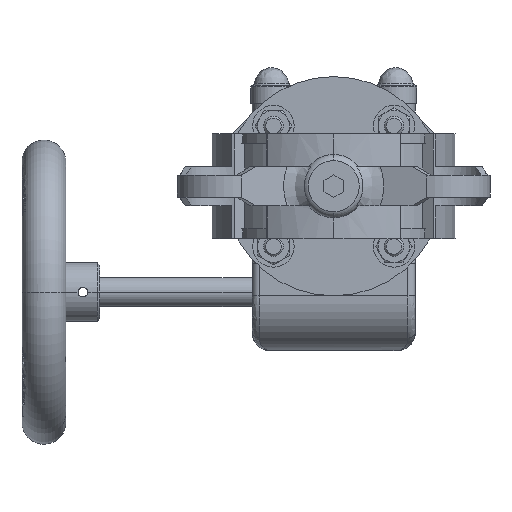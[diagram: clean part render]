
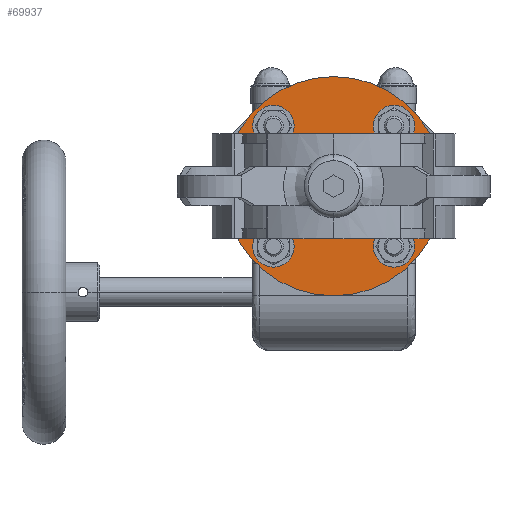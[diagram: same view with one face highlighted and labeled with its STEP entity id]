
A CAD part, front view. The second image highlights one B-rep face of the part: STEP entity #69937.
In plain terms, the highlighted planar face has unit normal (0, -1, 0).
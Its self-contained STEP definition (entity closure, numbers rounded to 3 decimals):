
#36 = FACE_BOUND ( 'NONE', #51619, .T. ) ;
#156 = EDGE_LOOP ( 'NONE', ( #57097, #23247 ) ) ;
#1890 = CARTESIAN_POINT ( 'NONE',  ( 0., 140., -18. ) ) ;
#2231 = CARTESIAN_POINT ( 'NONE',  ( 15., 140., 14.726 ) ) ;
#3010 = VERTEX_POINT ( 'NONE', #41590 ) ;
#3563 = CARTESIAN_POINT ( 'NONE',  ( -15., 140., 0. ) ) ;
#3878 = EDGE_CURVE ( 'NONE', #66374, #69477, #87284, .T. ) ;
#4440 = ORIENTED_EDGE ( 'NONE', *, *, #69561, .F. ) ;
#4515 = DIRECTION ( 'NONE',  ( 0., -1., 0. ) ) ;
#5296 = EDGE_CURVE ( 'NONE', #12148, #56794, #16775, .T. ) ;
#7000 = CARTESIAN_POINT ( 'NONE',  ( -24.749, 140., -24.749 ) ) ;
#8084 = EDGE_LOOP ( 'NONE', ( #25675, #4440 ) ) ;
#8488 = CARTESIAN_POINT ( 'NONE',  ( 0., 140., -18. ) ) ;
#10399 = EDGE_CURVE ( 'NONE', #3010, #11555, #73450, .T. ) ;
#10554 = ORIENTED_EDGE ( 'NONE', *, *, #54010, .F. ) ;
#10714 = CIRCLE ( 'NONE', #67094, 8.5 ) ;
#11555 = VERTEX_POINT ( 'NONE', #2231 ) ;
#12148 = VERTEX_POINT ( 'NONE', #23220 ) ;
#12159 = VERTEX_POINT ( 'NONE', #90885 ) ;
#12561 = CIRCLE ( 'NONE', #82748, 8.5 ) ;
#13617 = CIRCLE ( 'NONE', #50806, 8.5 ) ;
#13704 = DIRECTION ( 'NONE',  ( 0., 0., 1. ) ) ;
#13864 = DIRECTION ( 'NONE',  ( 0., -1., 0. ) ) ;
#13904 = DIRECTION ( 'NONE',  ( 0., 0., 1. ) ) ;
#13975 = CARTESIAN_POINT ( 'NONE',  ( 0., 140., -45. ) ) ;
#15201 = CARTESIAN_POINT ( 'NONE',  ( 0., 140., 18. ) ) ;
#15707 = CARTESIAN_POINT ( 'NONE',  ( 33.249, 140., 24.749 ) ) ;
#16775 = CIRCLE ( 'NONE', #42276, 8.5 ) ;
#18682 = AXIS2_PLACEMENT_3D ( 'NONE', #92260, #63191, #54629 ) ;
#18881 = AXIS2_PLACEMENT_3D ( 'NONE', #74378, #88872, #36713 ) ;
#19105 = CARTESIAN_POINT ( 'NONE',  ( -16.249, 140., -24.749 ) ) ;
#20657 = CARTESIAN_POINT ( 'NONE',  ( 24.749, 140., -16.249 ) ) ;
#21719 = EDGE_CURVE ( 'NONE', #87234, #12159, #40883, .T. ) ;
#22045 = EDGE_CURVE ( 'NONE', #96111, #69477, #80848, .T. ) ;
#22266 = VERTEX_POINT ( 'NONE', #62913 ) ;
#22748 = CARTESIAN_POINT ( 'NONE',  ( -24.749, 140., 16.249 ) ) ;
#22863 = AXIS2_PLACEMENT_3D ( 'NONE', #1890, #30939, #91661 ) ;
#23220 = CARTESIAN_POINT ( 'NONE',  ( -33.249, 140., -24.749 ) ) ;
#23247 = ORIENTED_EDGE ( 'NONE', *, *, #21719, .F. ) ;
#23370 = ORIENTED_EDGE ( 'NONE', *, *, #94638, .F. ) ;
#25502 = PLANE ( 'NONE',  #61506 ) ;
#25675 = ORIENTED_EDGE ( 'NONE', *, *, #27241, .F. ) ;
#26377 = AXIS2_PLACEMENT_3D ( 'NONE', #66454, #58606, #66783 ) ;
#27241 = EDGE_CURVE ( 'NONE', #69559, #83435, #12561, .T. ) ;
#27557 = EDGE_LOOP ( 'NONE', ( #66496, #23370 ) ) ;
#28371 = VERTEX_POINT ( 'NONE', #52675 ) ;
#29584 = FACE_BOUND ( 'NONE', #32368, .T. ) ;
#30939 = DIRECTION ( 'NONE',  ( 0., -1., 0. ) ) ;
#31221 = EDGE_CURVE ( 'NONE', #22266, #49855, #47935, .T. ) ;
#32368 = EDGE_LOOP ( 'NONE', ( #63956, #37593 ) ) ;
#32978 = CARTESIAN_POINT ( 'NONE',  ( 0., 140., 0. ) ) ;
#33078 = FACE_OUTER_BOUND ( 'NONE', #156, .T. ) ;
#33253 = CIRCLE ( 'NONE', #89702, 8.5 ) ;
#33967 = DIRECTION ( 'NONE',  ( 0., 0., 1. ) ) ;
#34999 = DIRECTION ( 'NONE',  ( 0., 0., 1. ) ) ;
#36681 = DIRECTION ( 'NONE',  ( 0., -1., 0. ) ) ;
#36713 = DIRECTION ( 'NONE',  ( 0., 0., 1. ) ) ;
#37593 = ORIENTED_EDGE ( 'NONE', *, *, #51375, .F. ) ;
#39229 = EDGE_CURVE ( 'NONE', #56794, #12148, #80510, .T. ) ;
#39926 = ORIENTED_EDGE ( 'NONE', *, *, #5296, .F. ) ;
#40883 = CIRCLE ( 'NONE', #75228, 45. ) ;
#41151 = CARTESIAN_POINT ( 'NONE',  ( -24.749, 140., -24.749 ) ) ;
#41590 = CARTESIAN_POINT ( 'NONE',  ( 15., 140., -14.726 ) ) ;
#41704 = EDGE_LOOP ( 'NONE', ( #39926, #84690 ) ) ;
#41889 = CARTESIAN_POINT ( 'NONE',  ( 24.749, 140., 24.749 ) ) ;
#42276 = AXIS2_PLACEMENT_3D ( 'NONE', #41151, #4515, #63878 ) ;
#42575 = CARTESIAN_POINT ( 'NONE',  ( 0., 140., 18. ) ) ;
#43235 = DIRECTION ( 'NONE',  ( 0., -1., 0. ) ) ;
#44635 = EDGE_CURVE ( 'NONE', #11555, #96111, #94831, .T. ) ;
#45839 = CIRCLE ( 'NONE', #18881, 45. ) ;
#47935 = CIRCLE ( 'NONE', #26377, 8.5 ) ;
#49438 = CARTESIAN_POINT ( 'NONE',  ( 15., 140., 0. ) ) ;
#49851 = CARTESIAN_POINT ( 'NONE',  ( 24.749, 140., -24.749 ) ) ;
#49855 = VERTEX_POINT ( 'NONE', #22748 ) ;
#50806 = AXIS2_PLACEMENT_3D ( 'NONE', #65975, #13864, #74630 ) ;
#51375 = EDGE_CURVE ( 'NONE', #49855, #22266, #57169, .T. ) ;
#51619 = EDGE_LOOP ( 'NONE', ( #79514, #67038, #10554, #58353, #55872 ) ) ;
#51959 = EDGE_CURVE ( 'NONE', #88390, #28371, #33253, .T. ) ;
#52675 = CARTESIAN_POINT ( 'NONE',  ( 16.249, 140., 24.749 ) ) ;
#53294 = VECTOR ( 'NONE', #33967, 1000. ) ;
#54010 = EDGE_CURVE ( 'NONE', #66374, #3010, #68853, .T. ) ;
#54629 = DIRECTION ( 'NONE',  ( 0., 0., 1. ) ) ;
#55079 = DIRECTION ( 'NONE',  ( 0., 0., 1. ) ) ;
#55224 = DIRECTION ( 'NONE',  ( 0., 1., 0. ) ) ;
#55872 = ORIENTED_EDGE ( 'NONE', *, *, #22045, .F. ) ;
#56794 = VERTEX_POINT ( 'NONE', #19105 ) ;
#57097 = ORIENTED_EDGE ( 'NONE', *, *, #88806, .F. ) ;
#57169 = CIRCLE ( 'NONE', #18682, 8.5 ) ;
#58353 = ORIENTED_EDGE ( 'NONE', *, *, #3878, .T. ) ;
#58606 = DIRECTION ( 'NONE',  ( 0., -1., 0. ) ) ;
#58952 = CARTESIAN_POINT ( 'NONE',  ( 24.749, 140., -24.749 ) ) ;
#60960 = DIRECTION ( 'NONE',  ( 0., 0., -1. ) ) ;
#61506 = AXIS2_PLACEMENT_3D ( 'NONE', #85638, #55224, #62495 ) ;
#62495 = DIRECTION ( 'NONE',  ( 0., 0., 1. ) ) ;
#62913 = CARTESIAN_POINT ( 'NONE',  ( -24.749, 140., 33.249 ) ) ;
#63191 = DIRECTION ( 'NONE',  ( 0., -1., 0. ) ) ;
#63878 = DIRECTION ( 'NONE',  ( 0., 0., 1. ) ) ;
#63956 = ORIENTED_EDGE ( 'NONE', *, *, #31221, .F. ) ;
#64541 = DIRECTION ( 'NONE',  ( 0., 0., 1. ) ) ;
#64688 = CARTESIAN_POINT ( 'NONE',  ( 24.749, 140., -33.249 ) ) ;
#65763 = AXIS2_PLACEMENT_3D ( 'NONE', #8488, #84733, #60960 ) ;
#65975 = CARTESIAN_POINT ( 'NONE',  ( 24.749, 140., 24.749 ) ) ;
#66374 = VERTEX_POINT ( 'NONE', #73810 ) ;
#66454 = CARTESIAN_POINT ( 'NONE',  ( -24.749, 140., 24.749 ) ) ;
#66496 = ORIENTED_EDGE ( 'NONE', *, *, #51959, .F. ) ;
#66783 = DIRECTION ( 'NONE',  ( 0., 0., 1. ) ) ;
#67038 = ORIENTED_EDGE ( 'NONE', *, *, #10399, .F. ) ;
#67094 = AXIS2_PLACEMENT_3D ( 'NONE', #49851, #87494, #34999 ) ;
#68581 = DIRECTION ( 'NONE',  ( 0., 0., 1. ) ) ;
#68853 = CIRCLE ( 'NONE', #81022, 36. ) ;
#69477 = VERTEX_POINT ( 'NONE', #72327 ) ;
#69559 = VERTEX_POINT ( 'NONE', #64688 ) ;
#69561 = EDGE_CURVE ( 'NONE', #83435, #69559, #10714, .T. ) ;
#69937 = ADVANCED_FACE ( 'NONE', ( #78002, #29584, #92090, #87334, #33078, #36 ), #25502, .F. ) ;
#72327 = CARTESIAN_POINT ( 'NONE',  ( -15., 140., 14.726 ) ) ;
#73450 = LINE ( 'NONE', #49438, #53294 ) ;
#73637 = DIRECTION ( 'NONE',  ( 0., 0., -1. ) ) ;
#73810 = CARTESIAN_POINT ( 'NONE',  ( -15., 140., -14.726 ) ) ;
#74378 = CARTESIAN_POINT ( 'NONE',  ( 0., 140., 0. ) ) ;
#74630 = DIRECTION ( 'NONE',  ( 0., 0., 1. ) ) ;
#75228 = AXIS2_PLACEMENT_3D ( 'NONE', #32978, #83830, #68581 ) ;
#75479 = VECTOR ( 'NONE', #64541, 1000. ) ;
#78002 = FACE_BOUND ( 'NONE', #27557, .T. ) ;
#78835 = DIRECTION ( 'NONE',  ( 0., -1., 0. ) ) ;
#79514 = ORIENTED_EDGE ( 'NONE', *, *, #44635, .F. ) ;
#80510 = CIRCLE ( 'NONE', #96234, 8.5 ) ;
#80708 = DIRECTION ( 'NONE',  ( 0., -1., 0. ) ) ;
#80848 = CIRCLE ( 'NONE', #65763, 36. ) ;
#81022 = AXIS2_PLACEMENT_3D ( 'NONE', #42575, #43235, #73637 ) ;
#82748 = AXIS2_PLACEMENT_3D ( 'NONE', #58952, #80708, #13704 ) ;
#83435 = VERTEX_POINT ( 'NONE', #20657 ) ;
#83830 = DIRECTION ( 'NONE',  ( 0., 1., 0. ) ) ;
#84690 = ORIENTED_EDGE ( 'NONE', *, *, #39229, .F. ) ;
#84733 = DIRECTION ( 'NONE',  ( 0., -1., 0. ) ) ;
#85638 = CARTESIAN_POINT ( 'NONE',  ( 0., 140., 0. ) ) ;
#87234 = VERTEX_POINT ( 'NONE', #13975 ) ;
#87284 = LINE ( 'NONE', #3563, #75479 ) ;
#87334 = FACE_BOUND ( 'NONE', #41704, .T. ) ;
#87494 = DIRECTION ( 'NONE',  ( 0., -1., 0. ) ) ;
#88390 = VERTEX_POINT ( 'NONE', #15707 ) ;
#88806 = EDGE_CURVE ( 'NONE', #12159, #87234, #45839, .T. ) ;
#88872 = DIRECTION ( 'NONE',  ( 0., 1., 0. ) ) ;
#89702 = AXIS2_PLACEMENT_3D ( 'NONE', #41889, #78835, #55079 ) ;
#90885 = CARTESIAN_POINT ( 'NONE',  ( 0., 140., 45. ) ) ;
#91661 = DIRECTION ( 'NONE',  ( 0., 0., -1. ) ) ;
#92090 = FACE_BOUND ( 'NONE', #8084, .T. ) ;
#92260 = CARTESIAN_POINT ( 'NONE',  ( -24.749, 140., 24.749 ) ) ;
#94638 = EDGE_CURVE ( 'NONE', #28371, #88390, #13617, .T. ) ;
#94831 = CIRCLE ( 'NONE', #22863, 36. ) ;
#96111 = VERTEX_POINT ( 'NONE', #15201 ) ;
#96234 = AXIS2_PLACEMENT_3D ( 'NONE', #7000, #36681, #13904 ) ;
